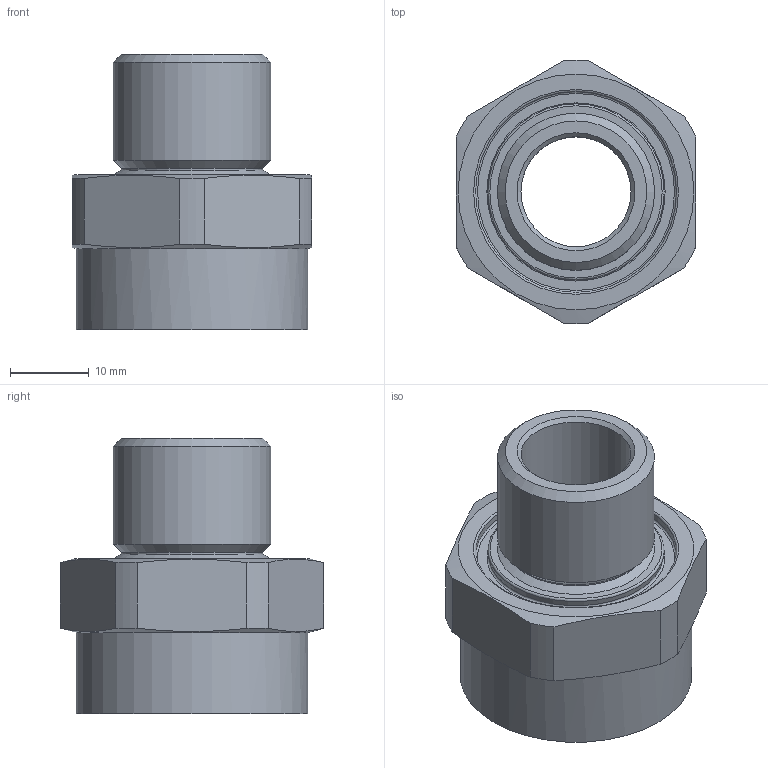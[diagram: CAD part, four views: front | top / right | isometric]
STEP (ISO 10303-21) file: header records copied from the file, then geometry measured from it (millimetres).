
FILE_DESCRIPTION (( 'STEP AP203' ), '1' );
FILE_NAME ('737DRM2T2.STEP', '2018-04-17T08:42:21', ( '' ), ( '' ), 'SwSTEP 2.0', 'SolidWorks 2017', '' );
FILE_SCHEMA (( 'CONFIG_CONTROL_DESIGN' ));
Length unit declared in the file: millimetre
Products named in the file (1): 737DRM2T2
Bounding box: 30.5 x 33.53 x 35 mm (x, y, z)
Volume: 9166 mm3; surface area: 6197.5 mm2
Topology: 1 solids, 1 shells, 37 faces, 86 edges, 55 vertices
Faces by surface type: plane 12, cylinder 11, cone 10, torus 4
Full cylindrical faces by diameter (mm): 14 x1, 17.95 x1, 20 x1, 25.56 x1, 29.5 x1
Entity records: 1019 total; most frequent: CARTESIAN_POINT 206, DIRECTION 160, ORIENTED_EDGE 120, AXIS2_PLACEMENT_3D 74, EDGE_LOOP 62, EDGE_CURVE 60, VERTEX_POINT 48, FACE_OUTER_BOUND 46
